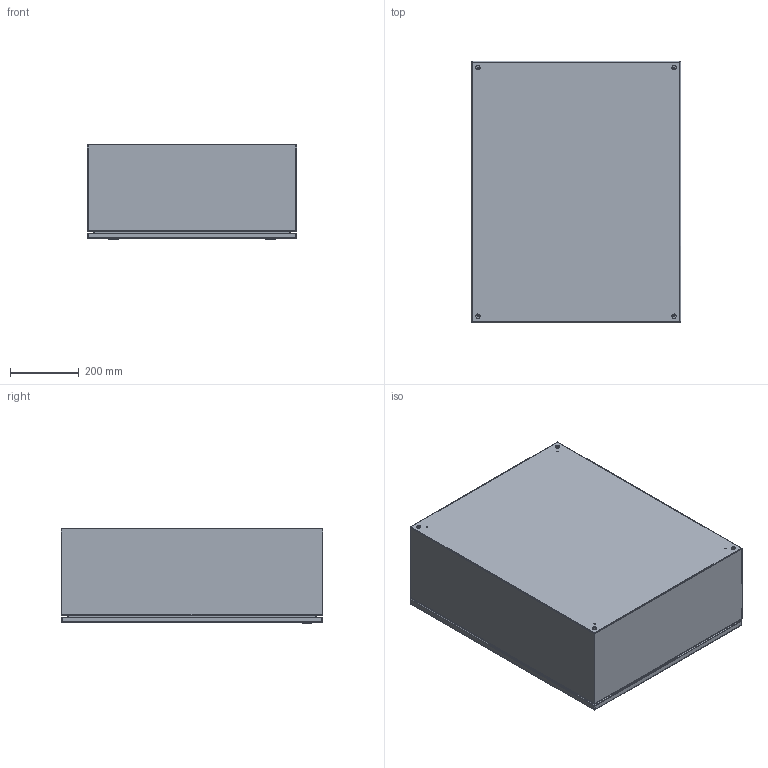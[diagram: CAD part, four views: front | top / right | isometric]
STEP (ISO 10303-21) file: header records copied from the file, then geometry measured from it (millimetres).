
FILE_DESCRIPTION (( 'STEP AP214' ), '1' );
FILE_NAME ('EN4SD243010SS.STEP', '2019-11-12T14:51:56', ( '' ), ( '' ), 'SwSTEP 2.0', 'SolidWorks 2019', '' );
FILE_SCHEMA (( 'AUTOMOTIVE_DESIGN' ));
Length unit declared in the file: inch
Products named in the file (1): EN4SD243010SS
Bounding box: 609.6 x 762 x 279.45 mm (x, y, z)
Volume: 3437988.8 mm3; surface area: 3786261.6 mm2
Topology: 29 solids, 30 shells, 790 faces, 1867 edges, 1162 vertices
Faces by surface type: plane 387, cylinder 263, bspline 88, cone 24, torus 24, sphere 4
Entity records: 35754 total; most frequent: CARTESIAN_POINT 7612, DIRECTION 3747, ORIENTED_EDGE 3702, EDGE_CURVE 1851, AXIS2_PLACEMENT_3D 1333, VERTEX_POINT 1162, LINE 1081, VECTOR 1081
